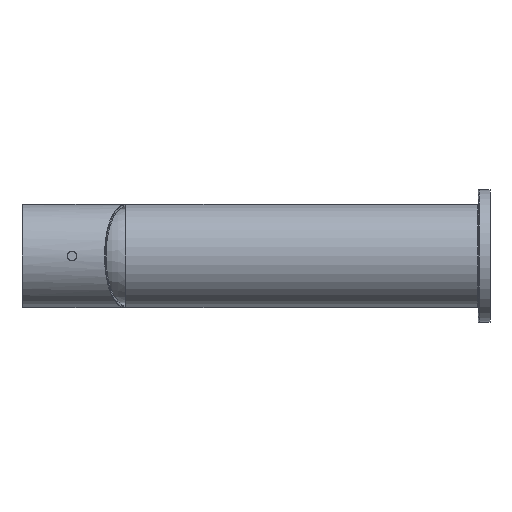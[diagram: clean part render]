
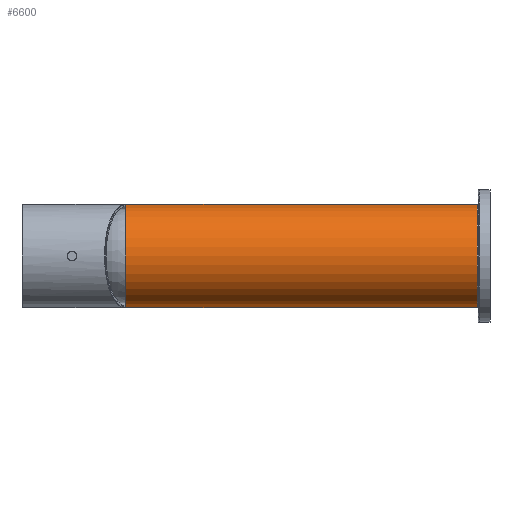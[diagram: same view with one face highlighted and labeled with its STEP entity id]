
A CAD part, left-side view. The second image highlights one B-rep face of the part: STEP entity #6600.
In plain terms, the highlighted cylindrical face has radius 17.5 mm (diameter 35 mm), a partial arc.
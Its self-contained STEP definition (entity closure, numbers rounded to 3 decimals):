
#517 = EDGE_CURVE ( 'NONE', #1557, #14018, #13226, .T. ) ;
#1309 = AXIS2_PLACEMENT_3D ( 'NONE', #4312, #5769, #4479 ) ;
#1557 = VERTEX_POINT ( 'NONE', #8423 ) ;
#1624 = ORIENTED_EDGE ( 'NONE', *, *, #517, .T. ) ;
#1762 = EDGE_CURVE ( 'NONE', #1557, #6454, #3564, .T. ) ;
#1989 = DIRECTION ( 'NONE',  ( 0., -1., 0. ) ) ;
#2853 = VECTOR ( 'NONE', #16460, 1000. ) ;
#3119 = CARTESIAN_POINT ( 'NONE',  ( 0., 120., -17.5 ) ) ;
#3564 = LINE ( 'NONE', #15333, #11317 ) ;
#3578 = CYLINDRICAL_SURFACE ( 'NONE', #4050, 17.5 ) ;
#4050 = AXIS2_PLACEMENT_3D ( 'NONE', #5234, #10549, #8880 ) ;
#4312 = CARTESIAN_POINT ( 'NONE',  ( 0., 0.3, 0. ) ) ;
#4479 = DIRECTION ( 'NONE',  ( 0., 0., 1. ) ) ;
#5234 = CARTESIAN_POINT ( 'NONE',  ( 0., 120., 0. ) ) ;
#5769 = DIRECTION ( 'NONE',  ( 0., 1., 0. ) ) ;
#6136 = CARTESIAN_POINT ( 'NONE',  ( 0., 0.3, -17.5 ) ) ;
#6454 = VERTEX_POINT ( 'NONE', #6545 ) ;
#6545 = CARTESIAN_POINT ( 'NONE',  ( 0., 0.3, 17.5 ) ) ;
#6600 = ADVANCED_FACE ( 'NONE', ( #13165 ), #3578, .T. ) ;
#7349 = EDGE_CURVE ( 'NONE', #14018, #14844, #8250, .T. ) ;
#7482 = DIRECTION ( 'NONE',  ( 0., 0., 1. ) ) ;
#7915 = EDGE_LOOP ( 'NONE', ( #13416, #1624, #8455, #15252 ) ) ;
#8250 = LINE ( 'NONE', #3119, #2853 ) ;
#8423 = CARTESIAN_POINT ( 'NONE',  ( 0., 119.7, 17.5 ) ) ;
#8455 = ORIENTED_EDGE ( 'NONE', *, *, #7349, .T. ) ;
#8880 = DIRECTION ( 'NONE',  ( 0., 0., -1. ) ) ;
#10002 = CARTESIAN_POINT ( 'NONE',  ( 0., 119.7, 0. ) ) ;
#10549 = DIRECTION ( 'NONE',  ( 0., -1., 0. ) ) ;
#11317 = VECTOR ( 'NONE', #1989, 1000. ) ;
#11589 = CIRCLE ( 'NONE', #1309, 17.5 ) ;
#13165 = FACE_OUTER_BOUND ( 'NONE', #7915, .T. ) ;
#13226 = CIRCLE ( 'NONE', #14622, 17.5 ) ;
#13416 = ORIENTED_EDGE ( 'NONE', *, *, #1762, .F. ) ;
#14018 = VERTEX_POINT ( 'NONE', #15172 ) ;
#14622 = AXIS2_PLACEMENT_3D ( 'NONE', #10002, #15525, #7482 ) ;
#14730 = EDGE_CURVE ( 'NONE', #14844, #6454, #11589, .T. ) ;
#14844 = VERTEX_POINT ( 'NONE', #6136 ) ;
#15172 = CARTESIAN_POINT ( 'NONE',  ( 0., 119.7, -17.5 ) ) ;
#15252 = ORIENTED_EDGE ( 'NONE', *, *, #14730, .T. ) ;
#15333 = CARTESIAN_POINT ( 'NONE',  ( 0., 120., 17.5 ) ) ;
#15525 = DIRECTION ( 'NONE',  ( 0., -1., 0. ) ) ;
#16460 = DIRECTION ( 'NONE',  ( 0., -1., 0. ) ) ;
